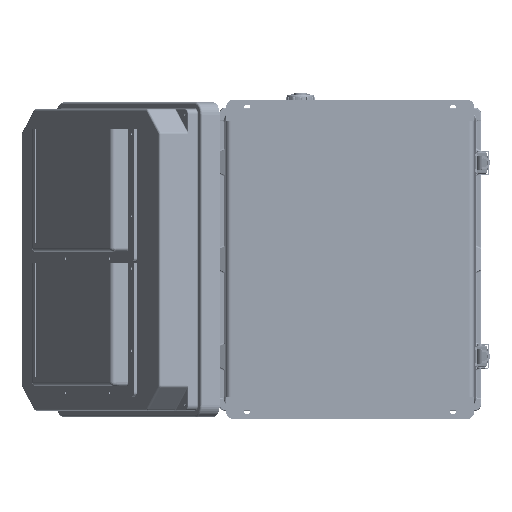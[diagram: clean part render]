
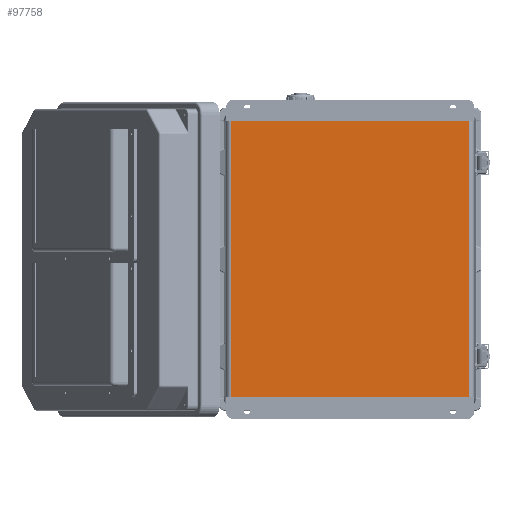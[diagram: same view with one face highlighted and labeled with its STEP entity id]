
A CAD part, front view. The second image highlights one B-rep face of the part: STEP entity #97758.
In plain terms, the highlighted planar face has unit normal (0, -1, 0).
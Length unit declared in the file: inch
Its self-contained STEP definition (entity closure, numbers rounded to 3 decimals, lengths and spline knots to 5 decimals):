
#3000 = DIRECTION ( 'NONE',  ( 0., 0., 1. ) ) ;
#4104 = EDGE_CURVE ( 'NONE', #79349, #88786, #168983, .T. ) ;
#9819 = CARTESIAN_POINT ( 'NONE',  ( -5.78771, 0.05906, -1.04331 ) ) ;
#11822 = ORIENTED_EDGE ( 'NONE', *, *, #152897, .T. ) ;
#15442 = VERTEX_POINT ( 'NONE', #9819 ) ;
#19554 = CARTESIAN_POINT ( 'NONE',  ( 6.11811, 0.05906, -1.04331 ) ) ;
#21316 = DIRECTION ( 'NONE',  ( -1., 0., 0. ) ) ;
#23445 = VERTEX_POINT ( 'NONE', #172061 ) ;
#24376 = VECTOR ( 'NONE', #3000, 39.37008 ) ;
#41103 = EDGE_CURVE ( 'NONE', #88786, #15442, #186260, .T. ) ;
#62528 = LINE ( 'NONE', #188326, #98116 ) ;
#65512 = DIRECTION ( 'NONE',  ( 0., 1., 0. ) ) ;
#68671 = ORIENTED_EDGE ( 'NONE', *, *, #4104, .F. ) ;
#79349 = VERTEX_POINT ( 'NONE', #177532 ) ;
#86048 = DIRECTION ( 'NONE',  ( -1., 0., 0. ) ) ;
#88786 = VERTEX_POINT ( 'NONE', #126457 ) ;
#92788 = VECTOR ( 'NONE', #86048, 39.37008 ) ;
#93584 = CARTESIAN_POINT ( 'NONE',  ( 5.78771, 0.05906, -1.04331 ) ) ;
#97758 = ADVANCED_FACE ( 'NONE', ( #194964 ), #156563, .F. ) ;
#98116 = VECTOR ( 'NONE', #21316, 39.37008 ) ;
#108973 = DIRECTION ( 'NONE',  ( 0., 0., 1. ) ) ;
#110268 = ORIENTED_EDGE ( 'NONE', *, *, #41103, .F. ) ;
#126457 = CARTESIAN_POINT ( 'NONE',  ( -5.78771, 0.05906, -14.4685 ) ) ;
#141554 = EDGE_CURVE ( 'NONE', #79349, #23445, #155680, .T. ) ;
#150937 = VECTOR ( 'NONE', #108973, 39.37008 ) ;
#152897 = EDGE_CURVE ( 'NONE', #23445, #15442, #62528, .T. ) ;
#155680 = LINE ( 'NONE', #93584, #150937 ) ;
#156563 = PLANE ( 'NONE',  #177843 ) ;
#168983 = LINE ( 'NONE', #177232, #92788 ) ;
#171871 = DIRECTION ( 'NONE',  ( 0., 0., 1. ) ) ;
#172061 = CARTESIAN_POINT ( 'NONE',  ( 5.78771, 0.05906, -1.04331 ) ) ;
#177232 = CARTESIAN_POINT ( 'NONE',  ( 6.11811, 0.05906, -14.4685 ) ) ;
#177235 = ORIENTED_EDGE ( 'NONE', *, *, #141554, .T. ) ;
#177532 = CARTESIAN_POINT ( 'NONE',  ( 5.78771, 0.05906, -14.4685 ) ) ;
#177843 = AXIS2_PLACEMENT_3D ( 'NONE', #19554, #65512, #171871 ) ;
#180860 = EDGE_LOOP ( 'NONE', ( #110268, #68671, #177235, #11822 ) ) ;
#185206 = CARTESIAN_POINT ( 'NONE',  ( -5.78771, 0.05906, -1.04331 ) ) ;
#186260 = LINE ( 'NONE', #185206, #24376 ) ;
#188326 = CARTESIAN_POINT ( 'NONE',  ( 6.11811, 0.05906, -1.04331 ) ) ;
#194964 = FACE_OUTER_BOUND ( 'NONE', #180860, .T. ) ;
